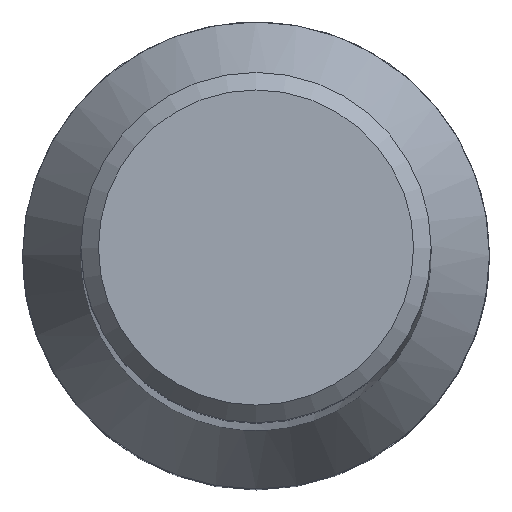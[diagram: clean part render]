
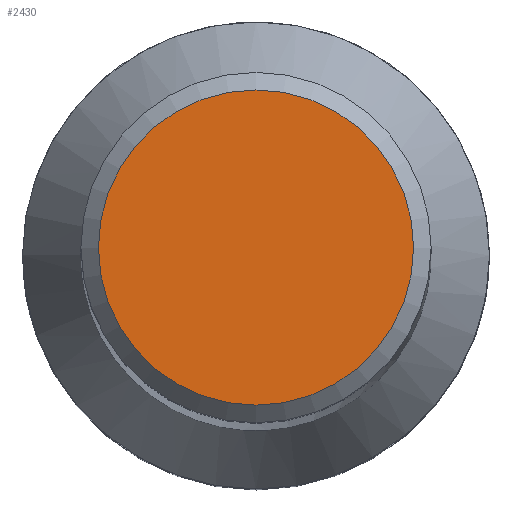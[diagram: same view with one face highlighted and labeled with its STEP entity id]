
A CAD part, top view. The second image highlights one B-rep face of the part: STEP entity #2430.
In plain terms, the highlighted free-form (B-spline) face has degree [1, 1] with [2, 2] control points.
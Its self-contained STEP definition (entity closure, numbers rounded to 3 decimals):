
#1960 = CARTESIAN_POINT ('', (-2.7, 0., 0.));
#1970 = VERTEX_POINT ('', #1960);
#2040 = CARTESIAN_POINT ('', (0., 0., 0.));
#2050 = DIRECTION ('', (0., 0., -1.));
#2060 = DIRECTION ('', (-1., 0., 0.));
#2070 = AXIS2_PLACEMENT_3D ('', #2040, #2050, #2060);
#2080 = CIRCLE ('', #2070, 2.7);
#2090 = EDGE_CURVE ('', #1970, #1970, #2080, .T.);
#2350 = ORIENTED_EDGE ('', *, *, #2090, .F.);
#2360 = EDGE_LOOP ('', (#2350));
#2370 = FACE_OUTER_BOUND ('', #2360, .T.);
#2380 = CARTESIAN_POINT ('', (2.7, -2.7, 0.));
#2390 = CARTESIAN_POINT ('', (-2.7, -2.7, 0.));
#2400 = CARTESIAN_POINT ('', (2.7, 2.7, 0.));
#2410 = CARTESIAN_POINT ('', (-2.7, 2.7, 0.));
#2420 = B_SPLINE_SURFACE_WITH_KNOTS ('', 1, 1, ((#2380, #2390), (#2400, #2410)), .UNSPECIFIED., .F., .F., .U., (2, 2), (2, 2), (0.045, 0.955), (0.045, 0.955), .UNSPECIFIED.);
#2430 = ADVANCED_FACE ('', (#2370), #2420, .T.);
